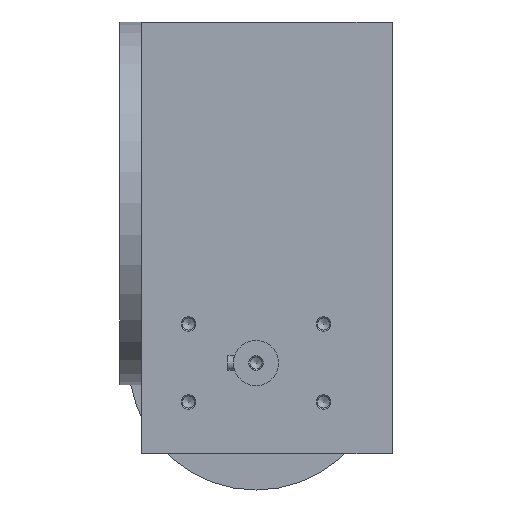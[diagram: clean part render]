
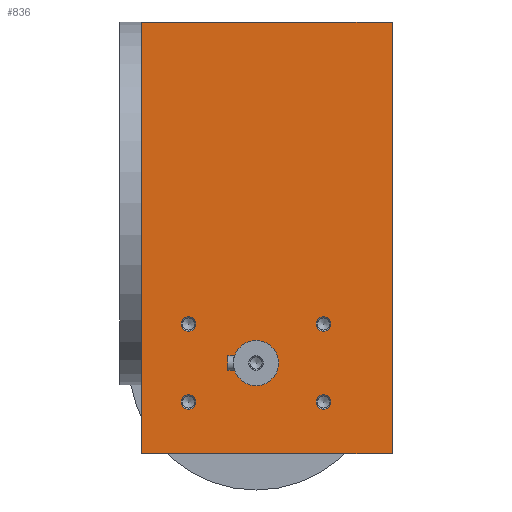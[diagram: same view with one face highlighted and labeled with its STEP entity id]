
A CAD part, left-side view. The second image highlights one B-rep face of the part: STEP entity #836.
In plain terms, the highlighted planar face has unit normal (-1, 0, 0).
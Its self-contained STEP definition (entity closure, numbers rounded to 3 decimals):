
#836 = ADVANCED_FACE( '', ( #1843, #1844, #1845, #1846, #1847, #1848 ), #1849, .F. );
#1843 = FACE_BOUND( '', #2921, .T. );
#1844 = FACE_BOUND( '', #2922, .T. );
#1845 = FACE_BOUND( '', #2923, .T. );
#1846 = FACE_BOUND( '', #2924, .T. );
#1847 = FACE_BOUND( '', #2925, .T. );
#1848 = FACE_OUTER_BOUND( '', #2926, .T. );
#1849 = PLANE( '', #2927 );
#2921 = EDGE_LOOP( '', ( #4987 ) );
#2922 = EDGE_LOOP( '', ( #4988 ) );
#2923 = EDGE_LOOP( '', ( #4989 ) );
#2924 = EDGE_LOOP( '', ( #4990 ) );
#2925 = EDGE_LOOP( '', ( #4991 ) );
#2926 = EDGE_LOOP( '', ( #4992, #4993, #4994, #4995, #4996 ) );
#2927 = AXIS2_PLACEMENT_3D( '', #4997, #4998, #4999 );
#4987 = ORIENTED_EDGE( '', *, *, #6119, .F. );
#4988 = ORIENTED_EDGE( '', *, *, #5570, .F. );
#4989 = ORIENTED_EDGE( '', *, *, #5844, .F. );
#4990 = ORIENTED_EDGE( '', *, *, #5497, .F. );
#4991 = ORIENTED_EDGE( '', *, *, #6009, .T. );
#4992 = ORIENTED_EDGE( '', *, *, #6197, .T. );
#4993 = ORIENTED_EDGE( '', *, *, #6068, .F. );
#4994 = ORIENTED_EDGE( '', *, *, #6058, .F. );
#4995 = ORIENTED_EDGE( '', *, *, #6228, .T. );
#4996 = ORIENTED_EDGE( '', *, *, #5833, .T. );
#4997 = CARTESIAN_POINT( '', ( -100., 69., 119. ) );
#4998 = DIRECTION( '', ( 1., 0., 0. ) );
#4999 = DIRECTION( '', ( 0., 0., -1. ) );
#5497 = EDGE_CURVE( '', #6403, #6403, #6404, .T. );
#5570 = EDGE_CURVE( '', #6528, #6528, #6529, .T. );
#5833 = EDGE_CURVE( '', #6954, #6958, #6960, .T. );
#5844 = EDGE_CURVE( '', #6974, #6974, #6975, .T. );
#6009 = EDGE_CURVE( '', #7211, #7211, #7212, .T. );
#6058 = EDGE_CURVE( '', #7275, #7276, #7277, .T. );
#6068 = EDGE_CURVE( '', #7276, #7289, #7293, .T. );
#6119 = EDGE_CURVE( '', #7359, #7359, #7360, .T. );
#6197 = EDGE_CURVE( '', #6958, #7289, #7451, .T. );
#6228 = EDGE_CURVE( '', #7275, #6954, #7488, .T. );
#6403 = VERTEX_POINT( '', #7690 );
#6404 = CIRCLE( '', #7691, 4. );
#6528 = VERTEX_POINT( '', #7851 );
#6529 = CIRCLE( '', #7852, 4. );
#6954 = VERTEX_POINT( '', #8402 );
#6958 = VERTEX_POINT( '', #8407 );
#6960 = LINE( '', #8410, #8411 );
#6974 = VERTEX_POINT( '', #8431 );
#6975 = CIRCLE( '', #8432, 4. );
#7211 = VERTEX_POINT( '', #8771 );
#7212 = CIRCLE( '', #8772, 12.5 );
#7275 = VERTEX_POINT( '', #8856 );
#7276 = VERTEX_POINT( '', #8857 );
#7277 = LINE( '', #8858, #8859 );
#7289 = VERTEX_POINT( '', #8874 );
#7293 = LINE( '', #8880, #8881 );
#7359 = VERTEX_POINT( '', #8957 );
#7360 = CIRCLE( '', #8958, 4. );
#7451 = LINE( '', #9106, #9107 );
#7488 = LINE( '', #9154, #9155 );
#7690 = CARTESIAN_POINT( '', ( -100., 43.239, -43.5 ) );
#7691 = AXIS2_PLACEMENT_3D( '', #9326, #9327, #9328 );
#7851 = CARTESIAN_POINT( '', ( -100., 43.239, -86.5 ) );
#7852 = AXIS2_PLACEMENT_3D( '', #9416, #9417, #9418 );
#8402 = CARTESIAN_POINT( '', ( -100., 69., 19. ) );
#8407 = CARTESIAN_POINT( '', ( -100., 69., -119. ) );
#8410 = CARTESIAN_POINT( '', ( -100., 69., 119. ) );
#8411 = VECTOR( '', #9780, 1000. );
#8431 = CARTESIAN_POINT( '', ( -100., -31.239, -86.5 ) );
#8432 = AXIS2_PLACEMENT_3D( '', #9787, #9788, #9789 );
#8771 = CARTESIAN_POINT( '', ( -100., 6., -81.5 ) );
#8772 = AXIS2_PLACEMENT_3D( '', #9983, #9984, #9985 );
#8856 = CARTESIAN_POINT( '', ( -100., 69., 119. ) );
#8857 = CARTESIAN_POINT( '', ( -100., -69., 119. ) );
#8858 = CARTESIAN_POINT( '', ( -100., 69., 119. ) );
#8859 = VECTOR( '', #10028, 1000. );
#8874 = CARTESIAN_POINT( '', ( -100., -69., -119. ) );
#8880 = CARTESIAN_POINT( '', ( -100., -69., 119. ) );
#8881 = VECTOR( '', #10043, 1000. );
#8957 = CARTESIAN_POINT( '', ( -100., -31.239, -43.5 ) );
#8958 = AXIS2_PLACEMENT_3D( '', #10099, #10100, #10101 );
#9106 = CARTESIAN_POINT( '', ( -100., 69., -119. ) );
#9107 = VECTOR( '', #10165, 1000. );
#9154 = CARTESIAN_POINT( '', ( -100., 69., 119. ) );
#9155 = VECTOR( '', #10185, 1000. );
#9326 = CARTESIAN_POINT( '', ( -100., 43.239, -47.5 ) );
#9327 = DIRECTION( '', ( -1., 0., 0. ) );
#9328 = DIRECTION( '', ( 0., 0., 1. ) );
#9416 = CARTESIAN_POINT( '', ( -100., 43.239, -90.5 ) );
#9417 = DIRECTION( '', ( -1., 0., 0. ) );
#9418 = DIRECTION( '', ( 0., 0., 1. ) );
#9780 = DIRECTION( '', ( 0., 0., -1. ) );
#9787 = CARTESIAN_POINT( '', ( -100., -31.239, -90.5 ) );
#9788 = DIRECTION( '', ( -1., 0., 0. ) );
#9789 = DIRECTION( '', ( 0., 0., 1. ) );
#9983 = CARTESIAN_POINT( '', ( -100., 6., -69. ) );
#9984 = DIRECTION( '', ( 1., 0., 0. ) );
#9985 = DIRECTION( '', ( 0., 0., -1. ) );
#10028 = DIRECTION( '', ( 0., -1., 0. ) );
#10043 = DIRECTION( '', ( 0., 0., -1. ) );
#10099 = CARTESIAN_POINT( '', ( -100., -31.239, -47.5 ) );
#10100 = DIRECTION( '', ( -1., 0., 0. ) );
#10101 = DIRECTION( '', ( 0., 0., 1. ) );
#10165 = DIRECTION( '', ( 0., -1., 0. ) );
#10185 = DIRECTION( '', ( 0., 0., -1. ) );
